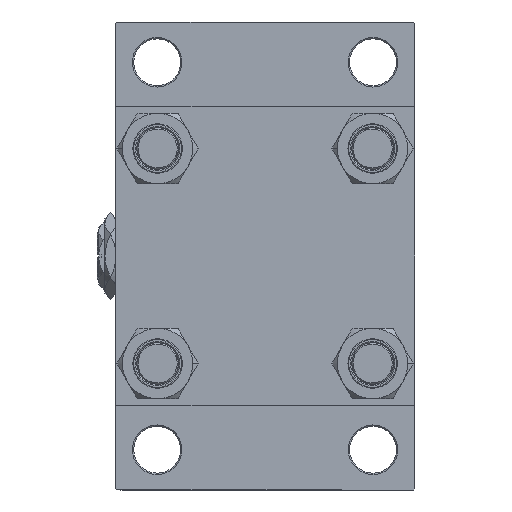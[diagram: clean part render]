
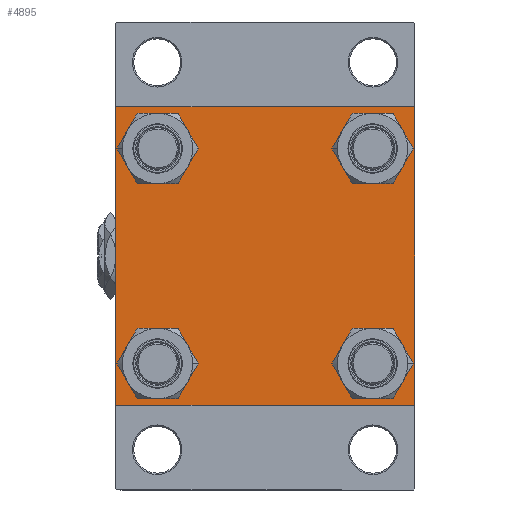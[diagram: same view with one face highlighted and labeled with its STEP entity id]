
A CAD part, left-side view. The second image highlights one B-rep face of the part: STEP entity #4895.
In plain terms, the highlighted planar face has unit normal (-1, 0, 0).
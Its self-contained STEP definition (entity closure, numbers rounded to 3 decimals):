
#265 = VECTOR ( 'NONE', #11020, 1000. ) ;
#307 = DIRECTION ( 'NONE',  ( 0., 0., -1. ) ) ;
#795 = DIRECTION ( 'NONE',  ( 1., 0., 0. ) ) ;
#1362 = ORIENTED_EDGE ( 'NONE', *, *, #21773, .F. ) ;
#1440 = DIRECTION ( 'NONE',  ( 0., 0., 1. ) ) ;
#1822 = CARTESIAN_POINT ( 'NONE',  ( 0., -57., -57.5 ) ) ;
#2670 = LINE ( 'NONE', #49927, #3695 ) ;
#3146 = AXIS2_PLACEMENT_3D ( 'NONE', #16394, #35376, #1440 ) ;
#3237 = CARTESIAN_POINT ( 'NONE',  ( 0., 41.35, -41.35 ) ) ;
#3695 = VECTOR ( 'NONE', #45646, 1000. ) ;
#3811 = ORIENTED_EDGE ( 'NONE', *, *, #28838, .T. ) ;
#4055 = AXIS2_PLACEMENT_3D ( 'NONE', #48024, #795, #32904 ) ;
#4189 = DIRECTION ( 'NONE',  ( -1., 0., 0. ) ) ;
#4270 = DIRECTION ( 'NONE',  ( 0., -1., 0. ) ) ;
#4433 = DIRECTION ( 'NONE',  ( 0., 0., 1. ) ) ;
#4499 = EDGE_CURVE ( 'NONE', #12324, #42051, #27664, .T. ) ;
#4723 = DIRECTION ( 'NONE',  ( 1., 0., 0. ) ) ;
#4895 = ADVANCED_FACE ( 'NONE', ( #42863, #22240, #19861, #46392, #19363 ), #37402, .T. ) ;
#5412 = CIRCLE ( 'NONE', #7831, 8.5 ) ;
#6834 = EDGE_CURVE ( 'NONE', #32957, #33186, #14451, .T. ) ;
#7304 = LINE ( 'NONE', #22774, #20808 ) ;
#7307 = DIRECTION ( 'NONE',  ( 1., 0., 0. ) ) ;
#7831 = AXIS2_PLACEMENT_3D ( 'NONE', #19874, #11779, #16331 ) ;
#7973 = AXIS2_PLACEMENT_3D ( 'NONE', #20234, #35913, #20964 ) ;
#8520 = CARTESIAN_POINT ( 'NONE',  ( 0., -41.35, -49.85 ) ) ;
#8556 = EDGE_CURVE ( 'NONE', #44381, #47773, #37974, .T. ) ;
#8905 = CIRCLE ( 'NONE', #36387, 8.5 ) ;
#9786 = ORIENTED_EDGE ( 'NONE', *, *, #19408, .T. ) ;
#10498 = EDGE_LOOP ( 'NONE', ( #30999, #12748 ) ) ;
#11020 = DIRECTION ( 'NONE',  ( 0., -1., 0. ) ) ;
#11120 = DIRECTION ( 'NONE',  ( 0., 0., 1. ) ) ;
#11344 = CIRCLE ( 'NONE', #4055, 8.5 ) ;
#11779 = DIRECTION ( 'NONE',  ( 1., 0., 0. ) ) ;
#11877 = ORIENTED_EDGE ( 'NONE', *, *, #12878, .T. ) ;
#12208 = VERTEX_POINT ( 'NONE', #21069 ) ;
#12324 = VERTEX_POINT ( 'NONE', #31417 ) ;
#12352 = CARTESIAN_POINT ( 'NONE',  ( 0., -41.35, 49.85 ) ) ;
#12748 = ORIENTED_EDGE ( 'NONE', *, *, #48278, .T. ) ;
#12878 = EDGE_CURVE ( 'NONE', #21399, #26576, #28164, .T. ) ;
#13406 = VERTEX_POINT ( 'NONE', #12352 ) ;
#13534 = ORIENTED_EDGE ( 'NONE', *, *, #48828, .T. ) ;
#14451 = CIRCLE ( 'NONE', #3146, 8.5 ) ;
#14577 = VECTOR ( 'NONE', #307, 1000. ) ;
#14816 = CARTESIAN_POINT ( 'NONE',  ( 0., -41.35, -32.85 ) ) ;
#14923 = DIRECTION ( 'NONE',  ( 0., -0.707, 0.707 ) ) ;
#15088 = DIRECTION ( 'NONE',  ( 1., 0., 0. ) ) ;
#16331 = DIRECTION ( 'NONE',  ( 0., 0., 1. ) ) ;
#16394 = CARTESIAN_POINT ( 'NONE',  ( 0., -41.35, -41.35 ) ) ;
#16680 = CARTESIAN_POINT ( 'NONE',  ( 0., -57., 57.5 ) ) ;
#16841 = ORIENTED_EDGE ( 'NONE', *, *, #4499, .T. ) ;
#17647 = DIRECTION ( 'NONE',  ( 1., 0., 0. ) ) ;
#18670 = DIRECTION ( 'NONE',  ( 0., 0., 1. ) ) ;
#18789 = LINE ( 'NONE', #38515, #14577 ) ;
#18805 = CARTESIAN_POINT ( 'NONE',  ( 0., -57.5, 57.5 ) ) ;
#19363 = FACE_OUTER_BOUND ( 'NONE', #31143, .T. ) ;
#19408 = EDGE_CURVE ( 'NONE', #21045, #36019, #26081, .T. ) ;
#19563 = ORIENTED_EDGE ( 'NONE', *, *, #35718, .T. ) ;
#19861 = FACE_BOUND ( 'NONE', #30564, .T. ) ;
#19874 = CARTESIAN_POINT ( 'NONE',  ( 0., -41.35, -41.35 ) ) ;
#20234 = CARTESIAN_POINT ( 'NONE',  ( 0., -41.35, 41.35 ) ) ;
#20808 = VECTOR ( 'NONE', #4270, 1000. ) ;
#20964 = DIRECTION ( 'NONE',  ( 0., 0., 1. ) ) ;
#21045 = VERTEX_POINT ( 'NONE', #1822 ) ;
#21069 = CARTESIAN_POINT ( 'NONE',  ( 0., 41.35, 32.85 ) ) ;
#21399 = VERTEX_POINT ( 'NONE', #45467 ) ;
#21773 = EDGE_CURVE ( 'NONE', #12324, #26576, #30514, .T. ) ;
#22240 = FACE_BOUND ( 'NONE', #39761, .T. ) ;
#22292 = CARTESIAN_POINT ( 'NONE',  ( 0., 41.35, 49.85 ) ) ;
#22448 = AXIS2_PLACEMENT_3D ( 'NONE', #30791, #15088, #37607 ) ;
#22719 = VERTEX_POINT ( 'NONE', #44909 ) ;
#22774 = CARTESIAN_POINT ( 'NONE',  ( 0., 57.5, -57.5 ) ) ;
#23972 = ORIENTED_EDGE ( 'NONE', *, *, #41947, .T. ) ;
#24419 = VECTOR ( 'NONE', #32456, 1000. ) ;
#24611 = DIRECTION ( 'NONE',  ( 0., 0.707, -0.707 ) ) ;
#25674 = CARTESIAN_POINT ( 'NONE',  ( 0., -57.5, -57. ) ) ;
#25981 = CARTESIAN_POINT ( 'NONE',  ( 0., 57.5, 57.5 ) ) ;
#26081 = LINE ( 'NONE', #49287, #33400 ) ;
#26556 = CARTESIAN_POINT ( 'NONE',  ( 0., 41.35, -41.35 ) ) ;
#26576 = VERTEX_POINT ( 'NONE', #16680 ) ;
#26694 = AXIS2_PLACEMENT_3D ( 'NONE', #3237, #17647, #18670 ) ;
#26834 = CARTESIAN_POINT ( 'NONE',  ( 0., 57.5, 57. ) ) ;
#27664 = LINE ( 'NONE', #43049, #37978 ) ;
#28053 = AXIS2_PLACEMENT_3D ( 'NONE', #26556, #7307, #46235 ) ;
#28164 = LINE ( 'NONE', #43558, #24419 ) ;
#28838 = EDGE_CURVE ( 'NONE', #45947, #34225, #2670, .T. ) ;
#29804 = CIRCLE ( 'NONE', #7973, 8.5 ) ;
#30514 = LINE ( 'NONE', #25981, #265 ) ;
#30564 = EDGE_LOOP ( 'NONE', ( #35919, #35672 ) ) ;
#30791 = CARTESIAN_POINT ( 'NONE',  ( 0., 41.35, 41.35 ) ) ;
#30999 = ORIENTED_EDGE ( 'NONE', *, *, #38585, .T. ) ;
#31143 = EDGE_LOOP ( 'NONE', ( #13534, #3811, #43394, #9786, #36593, #11877, #1362, #16841 ) ) ;
#31371 = EDGE_CURVE ( 'NONE', #47773, #44381, #44973, .T. ) ;
#31417 = CARTESIAN_POINT ( 'NONE',  ( 0., 57., 57.5 ) ) ;
#32456 = DIRECTION ( 'NONE',  ( 0., 0.707, 0.707 ) ) ;
#32904 = DIRECTION ( 'NONE',  ( 0., 0., 1. ) ) ;
#32906 = CIRCLE ( 'NONE', #22448, 8.5 ) ;
#32957 = VERTEX_POINT ( 'NONE', #8520 ) ;
#33186 = VERTEX_POINT ( 'NONE', #14816 ) ;
#33400 = VECTOR ( 'NONE', #14923, 1000. ) ;
#34225 = VERTEX_POINT ( 'NONE', #37839 ) ;
#34361 = EDGE_CURVE ( 'NONE', #33186, #32957, #5412, .T. ) ;
#35376 = DIRECTION ( 'NONE',  ( 1., 0., 0. ) ) ;
#35553 = VECTOR ( 'NONE', #45834, 1000. ) ;
#35628 = EDGE_CURVE ( 'NONE', #34225, #21045, #7304, .T. ) ;
#35672 = ORIENTED_EDGE ( 'NONE', *, *, #8556, .T. ) ;
#35718 = EDGE_CURVE ( 'NONE', #12208, #39334, #32906, .T. ) ;
#35913 = DIRECTION ( 'NONE',  ( 1., 0., 0. ) ) ;
#35919 = ORIENTED_EDGE ( 'NONE', *, *, #31371, .T. ) ;
#36019 = VERTEX_POINT ( 'NONE', #25674 ) ;
#36387 = AXIS2_PLACEMENT_3D ( 'NONE', #37946, #4723, #11120 ) ;
#36593 = ORIENTED_EDGE ( 'NONE', *, *, #40291, .F. ) ;
#36732 = CARTESIAN_POINT ( 'NONE',  ( 0., 57.5, -57. ) ) ;
#36745 = CARTESIAN_POINT ( 'NONE',  ( 0., 41.35, -32.85 ) ) ;
#37402 = PLANE ( 'NONE',  #41170 ) ;
#37607 = DIRECTION ( 'NONE',  ( 0., 0., 1. ) ) ;
#37839 = CARTESIAN_POINT ( 'NONE',  ( 0., 57., -57.5 ) ) ;
#37946 = CARTESIAN_POINT ( 'NONE',  ( 0., -41.35, 41.35 ) ) ;
#37974 = CIRCLE ( 'NONE', #26694, 8.5 ) ;
#37978 = VECTOR ( 'NONE', #24611, 1000. ) ;
#38283 = LINE ( 'NONE', #18805, #35553 ) ;
#38515 = CARTESIAN_POINT ( 'NONE',  ( 0., 57.5, 57.5 ) ) ;
#38585 = EDGE_CURVE ( 'NONE', #13406, #22719, #29804, .T. ) ;
#39334 = VERTEX_POINT ( 'NONE', #22292 ) ;
#39761 = EDGE_LOOP ( 'NONE', ( #47366, #45457 ) ) ;
#40291 = EDGE_CURVE ( 'NONE', #21399, #36019, #38283, .T. ) ;
#41170 = AXIS2_PLACEMENT_3D ( 'NONE', #49242, #4189, #4433 ) ;
#41947 = EDGE_CURVE ( 'NONE', #39334, #12208, #11344, .T. ) ;
#42051 = VERTEX_POINT ( 'NONE', #26834 ) ;
#42863 = FACE_BOUND ( 'NONE', #10498, .T. ) ;
#43049 = CARTESIAN_POINT ( 'NONE',  ( 0., 57.25, 57.25 ) ) ;
#43394 = ORIENTED_EDGE ( 'NONE', *, *, #35628, .T. ) ;
#43558 = CARTESIAN_POINT ( 'NONE',  ( 0., -57.25, 57.25 ) ) ;
#44122 = EDGE_LOOP ( 'NONE', ( #23972, #19563 ) ) ;
#44381 = VERTEX_POINT ( 'NONE', #46959 ) ;
#44909 = CARTESIAN_POINT ( 'NONE',  ( 0., -41.35, 32.85 ) ) ;
#44973 = CIRCLE ( 'NONE', #28053, 8.5 ) ;
#45457 = ORIENTED_EDGE ( 'NONE', *, *, #6834, .T. ) ;
#45467 = CARTESIAN_POINT ( 'NONE',  ( 0., -57.5, 57. ) ) ;
#45646 = DIRECTION ( 'NONE',  ( 0., -0.707, -0.707 ) ) ;
#45834 = DIRECTION ( 'NONE',  ( 0., 0., -1. ) ) ;
#45947 = VERTEX_POINT ( 'NONE', #36732 ) ;
#46235 = DIRECTION ( 'NONE',  ( 0., 0., 1. ) ) ;
#46392 = FACE_BOUND ( 'NONE', #44122, .T. ) ;
#46959 = CARTESIAN_POINT ( 'NONE',  ( 0., 41.35, -49.85 ) ) ;
#47366 = ORIENTED_EDGE ( 'NONE', *, *, #34361, .T. ) ;
#47773 = VERTEX_POINT ( 'NONE', #36745 ) ;
#48024 = CARTESIAN_POINT ( 'NONE',  ( 0., 41.35, 41.35 ) ) ;
#48278 = EDGE_CURVE ( 'NONE', #22719, #13406, #8905, .T. ) ;
#48828 = EDGE_CURVE ( 'NONE', #42051, #45947, #18789, .T. ) ;
#49242 = CARTESIAN_POINT ( 'NONE',  ( 0., 0., 0. ) ) ;
#49287 = CARTESIAN_POINT ( 'NONE',  ( 0., -57.25, -57.25 ) ) ;
#49927 = CARTESIAN_POINT ( 'NONE',  ( 0., 57.25, -57.25 ) ) ;
